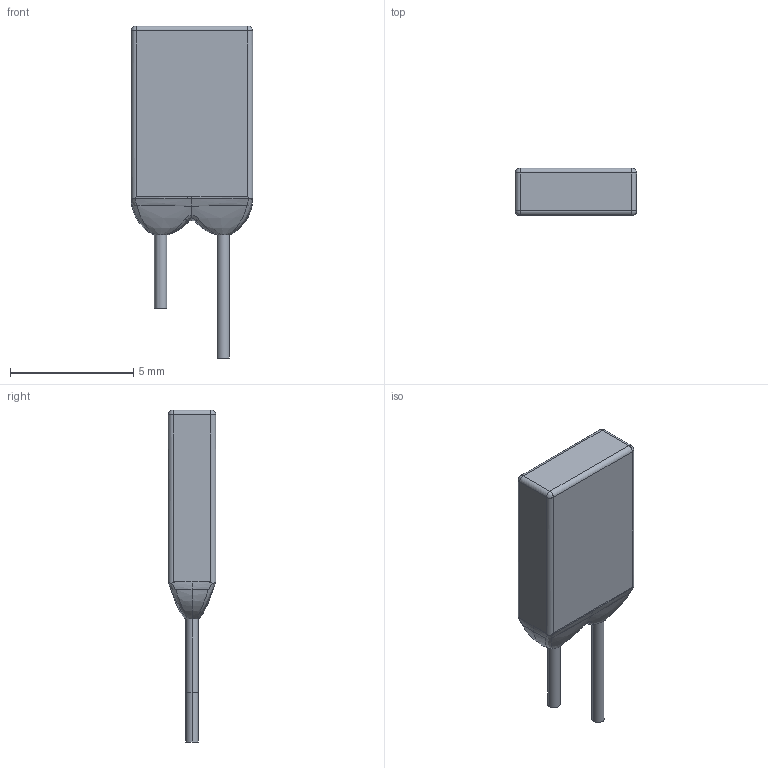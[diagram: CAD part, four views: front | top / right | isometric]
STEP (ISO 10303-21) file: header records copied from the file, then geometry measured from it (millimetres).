
FILE_DESCRIPTION (( 'STEP AP214' ), '1' );
FILE_NAME ('LED-TH_2P-P2.54_L4.9-W1.9_BLUE.step', '2022-07-08T13:08:48', ( '' ), ( '' ), 'SwSTEP 2.0', 'SolidWorks 2020', '' );
FILE_SCHEMA (( 'AUTOMOTIVE_DESIGN' ));
Length unit declared in the file: millimetre
Products named in the file (1): LED-TH_2P-P2.54_L4.9-W1.9_BLUE
Bounding box: 4.94 x 1.93 x 13.47 mm (x, y, z)
Volume: 76.1 mm3; surface area: 134.1 mm2
Topology: 1 solids, 1 shells, 352 faces, 948 edges, 606 vertices
Faces by surface type: bspline 201, plane 135, cylinder 12, sphere 4
Entity records: 17639 total; most frequent: CARTESIAN_POINT 6528, ORIENTED_EDGE 1856, EDGE_CURVE 928, DIRECTION 819, VERTEX_POINT 606, B_SPLINE_CURVE_WITH_KNOTS 453, VECTOR 435, LINE 435
